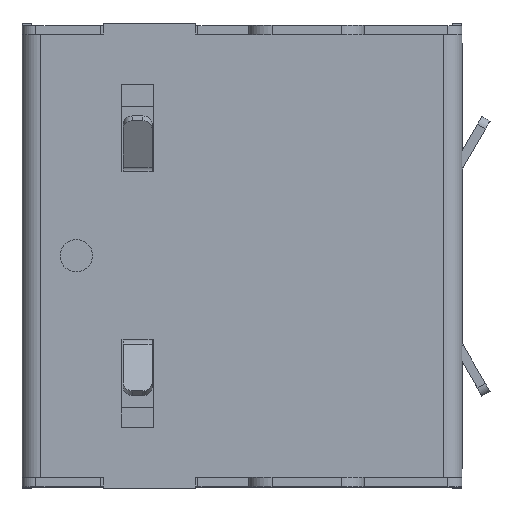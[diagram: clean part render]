
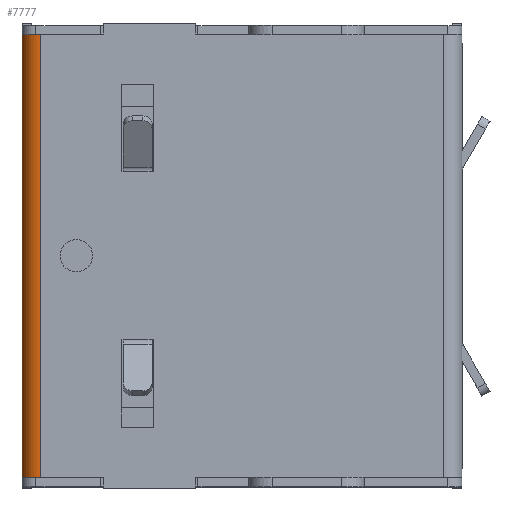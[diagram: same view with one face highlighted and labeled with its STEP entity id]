
A CAD part, top view. The second image highlights one B-rep face of the part: STEP entity #7777.
In plain terms, the highlighted cylindrical face has radius 4 mm (diameter 8 mm), a partial arc.
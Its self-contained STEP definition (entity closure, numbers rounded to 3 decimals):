
#606 = DIRECTION ( 'NONE',  ( 0., 1., 0. ) ) ;
#924 = ORIENTED_EDGE ( 'NONE', *, *, #13462, .F. ) ;
#1105 = CARTESIAN_POINT ( 'NONE',  ( -47.5, -47.9, -4. ) ) ;
#1113 = CIRCLE ( 'NONE', #9919, 4. ) ;
#3063 = DIRECTION ( 'NONE',  ( 0., 1., 0. ) ) ;
#3113 = AXIS2_PLACEMENT_3D ( 'NONE', #5419, #606, #12784 ) ;
#3545 = ORIENTED_EDGE ( 'NONE', *, *, #4901, .F. ) ;
#3618 = CIRCLE ( 'NONE', #3113, 4. ) ;
#3783 = CARTESIAN_POINT ( 'NONE',  ( -43.5, 50.2, 0. ) ) ;
#3963 = ORIENTED_EDGE ( 'NONE', *, *, #10908, .F. ) ;
#4019 = CYLINDRICAL_SURFACE ( 'NONE', #4472, 4. ) ;
#4300 = DIRECTION ( 'NONE',  ( 0., 0., 1. ) ) ;
#4472 = AXIS2_PLACEMENT_3D ( 'NONE', #13811, #3063, #7865 ) ;
#4527 = VERTEX_POINT ( 'NONE', #5298 ) ;
#4901 = EDGE_CURVE ( 'NONE', #7725, #6183, #1113, .T. ) ;
#5298 = CARTESIAN_POINT ( 'NONE',  ( -47.5, 47.9, -4. ) ) ;
#5419 = CARTESIAN_POINT ( 'NONE',  ( -43.5, 47.9, -4. ) ) ;
#5443 = LINE ( 'NONE', #15001, #14196 ) ;
#5511 = CARTESIAN_POINT ( 'NONE',  ( -43.5, -47.9, 0. ) ) ;
#6183 = VERTEX_POINT ( 'NONE', #1105 ) ;
#6214 = EDGE_CURVE ( 'NONE', #12135, #7725, #11956, .T. ) ;
#6603 = ORIENTED_EDGE ( 'NONE', *, *, #6214, .F. ) ;
#6698 = DIRECTION ( 'NONE',  ( 0., 1., 0. ) ) ;
#7725 = VERTEX_POINT ( 'NONE', #5511 ) ;
#7777 = ADVANCED_FACE ( 'NONE', ( #9042 ), #4019, .T. ) ;
#7865 = DIRECTION ( 'NONE',  ( 0., 0., 1. ) ) ;
#7944 = VECTOR ( 'NONE', #14300, 1000. ) ;
#9022 = CARTESIAN_POINT ( 'NONE',  ( -43.5, -47.9, -4. ) ) ;
#9042 = FACE_OUTER_BOUND ( 'NONE', #9424, .T. ) ;
#9424 = EDGE_LOOP ( 'NONE', ( #3963, #924, #3545, #6603 ) ) ;
#9919 = AXIS2_PLACEMENT_3D ( 'NONE', #9022, #13796, #4300 ) ;
#10908 = EDGE_CURVE ( 'NONE', #4527, #12135, #3618, .T. ) ;
#11717 = CARTESIAN_POINT ( 'NONE',  ( -43.5, 47.9, 0. ) ) ;
#11956 = LINE ( 'NONE', #3783, #7944 ) ;
#12135 = VERTEX_POINT ( 'NONE', #11717 ) ;
#12784 = DIRECTION ( 'NONE',  ( 0., 0., 1. ) ) ;
#13462 = EDGE_CURVE ( 'NONE', #6183, #4527, #5443, .T. ) ;
#13796 = DIRECTION ( 'NONE',  ( 0., -1., 0. ) ) ;
#13811 = CARTESIAN_POINT ( 'NONE',  ( -43.5, -95.941, -4. ) ) ;
#14196 = VECTOR ( 'NONE', #6698, 1000. ) ;
#14300 = DIRECTION ( 'NONE',  ( 0., -1., 0. ) ) ;
#15001 = CARTESIAN_POINT ( 'NONE',  ( -47.5, 0., -4. ) ) ;
